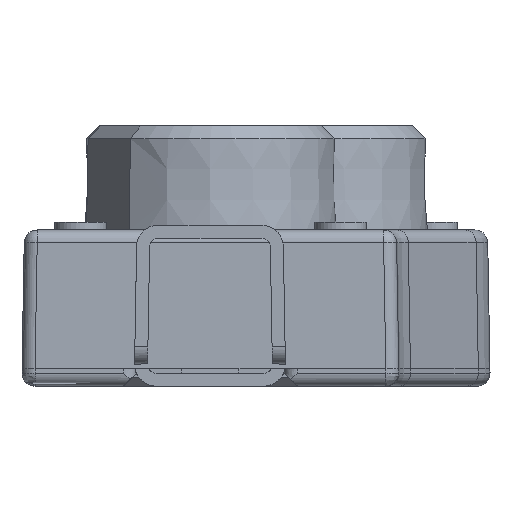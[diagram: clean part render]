
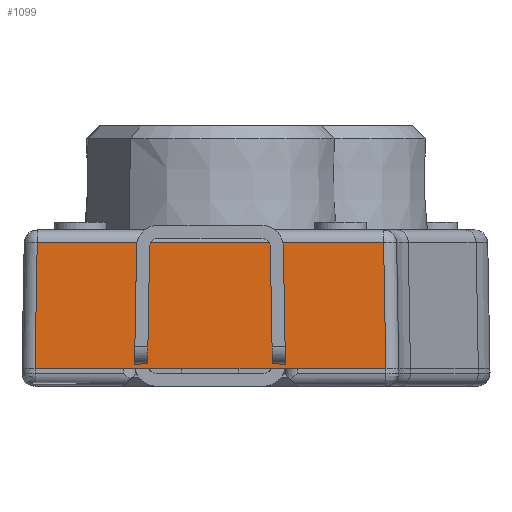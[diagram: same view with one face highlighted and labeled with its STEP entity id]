
A CAD part, left-side view. The second image highlights one B-rep face of the part: STEP entity #1099.
In plain terms, the highlighted planar face has unit normal (-1, 0, 0.018).
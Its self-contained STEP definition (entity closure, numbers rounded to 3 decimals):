
#189=FACE_BOUND('',#2159,.T.);
#190=FACE_BOUND('',#2160,.T.);
#191=FACE_BOUND('',#2161,.T.);
#677=PLANE('',#9447);
#1099=ADVANCED_FACE('',(#189,#190,#191),#677,.T.);
#2159=EDGE_LOOP('',(#6336,#6337,#6338,#6339,#6340,#6341));
#2160=EDGE_LOOP('',(#6342,#6343,#6344,#6345));
#2161=EDGE_LOOP('',(#6346,#6347,#6348,#6349));
#3171=LINE('',#15437,#4058);
#3173=LINE('',#15441,#4060);
#3175=LINE('',#15445,#4062);
#3176=LINE('',#15449,#4063);
#3178=LINE('',#15453,#4065);
#3179=LINE('',#15457,#4066);
#3180=LINE('',#15461,#4067);
#3182=LINE('',#15465,#4069);
#3184=LINE('',#15471,#4071);
#3185=LINE('',#15473,#4072);
#3186=LINE('',#15475,#4073);
#3187=LINE('',#15477,#4074);
#3188=LINE('',#15479,#4075);
#3235=LINE('',#15862,#4122);
#4058=VECTOR('',#11251,1.);
#4060=VECTOR('',#11255,1.);
#4062=VECTOR('',#11259,1.);
#4063=VECTOR('',#11264,1.);
#4065=VECTOR('',#11268,1.);
#4066=VECTOR('',#11273,1.);
#4067=VECTOR('',#11278,1.);
#4069=VECTOR('',#11282,1.);
#4071=VECTOR('',#11288,1.);
#4072=VECTOR('',#11291,1.);
#4073=VECTOR('',#11294,1.);
#4074=VECTOR('',#11297,1.);
#4075=VECTOR('',#11300,1.);
#4122=VECTOR('',#11479,1.);
#6336=ORIENTED_EDGE('',*,*,#8602,.F.);
#6337=ORIENTED_EDGE('',*,*,#8601,.F.);
#6338=ORIENTED_EDGE('',*,*,#8600,.F.);
#6339=ORIENTED_EDGE('',*,*,#8599,.F.);
#6340=ORIENTED_EDGE('',*,*,#8686,.F.);
#6341=ORIENTED_EDGE('',*,*,#8603,.T.);
#6342=ORIENTED_EDGE('',*,*,#8596,.T.);
#6343=ORIENTED_EDGE('',*,*,#8594,.T.);
#6344=ORIENTED_EDGE('',*,*,#8592,.F.);
#6345=ORIENTED_EDGE('',*,*,#8590,.F.);
#6346=ORIENTED_EDGE('',*,*,#8588,.F.);
#6347=ORIENTED_EDGE('',*,*,#8586,.T.);
#6348=ORIENTED_EDGE('',*,*,#8584,.T.);
#6349=ORIENTED_EDGE('',*,*,#8582,.F.);
#7332=VERTEX_POINT('',#14696);
#7351=VERTEX_POINT('',#14790);
#7358=VERTEX_POINT('',#14873);
#7359=VERTEX_POINT('',#14912);
#7437=VERTEX_POINT('',#15436);
#7438=VERTEX_POINT('',#15438);
#7439=VERTEX_POINT('',#15442);
#7440=VERTEX_POINT('',#15446);
#7441=VERTEX_POINT('',#15452);
#7442=VERTEX_POINT('',#15454);
#7443=VERTEX_POINT('',#15458);
#7444=VERTEX_POINT('',#15462);
#7446=VERTEX_POINT('',#15470);
#7447=VERTEX_POINT('',#15480);
#8582=EDGE_CURVE('',#7437,#7438,#3171,.T.);
#8584=EDGE_CURVE('',#7439,#7438,#3173,.T.);
#8586=EDGE_CURVE('',#7440,#7439,#3175,.T.);
#8588=EDGE_CURVE('',#7440,#7437,#3176,.T.);
#8590=EDGE_CURVE('',#7441,#7442,#3178,.T.);
#8592=EDGE_CURVE('',#7442,#7443,#3179,.T.);
#8594=EDGE_CURVE('',#7444,#7443,#3180,.T.);
#8596=EDGE_CURVE('',#7441,#7444,#3182,.T.);
#8599=EDGE_CURVE('',#7446,#7332,#3184,.T.);
#8600=EDGE_CURVE('',#7332,#7351,#3185,.T.);
#8601=EDGE_CURVE('',#7351,#7358,#3186,.T.);
#8602=EDGE_CURVE('',#7358,#7359,#3187,.T.);
#8603=EDGE_CURVE('',#7447,#7359,#3188,.T.);
#8686=EDGE_CURVE('',#7447,#7446,#3235,.T.);
#9447=AXIS2_PLACEMENT_3D('',#15863,#11480,#11481);
#11251=DIRECTION('',(-0.017,-0.017,-1.));
#11255=DIRECTION('',(0.,1.,0.017));
#11259=DIRECTION('',(-0.017,-0.017,-1.));
#11264=DIRECTION('',(0.,1.,0.));
#11268=DIRECTION('',(0.017,-0.017,1.));
#11273=DIRECTION('',(0.,1.,0.));
#11278=DIRECTION('',(0.017,-0.017,1.));
#11282=DIRECTION('',(0.,1.,-0.017));
#11288=DIRECTION('',(-0.017,-0.017,-1.));
#11291=DIRECTION('',(0.,1.,0.));
#11294=DIRECTION('',(0.,1.,0.));
#11297=DIRECTION('',(0.,1.,0.));
#11300=DIRECTION('',(-0.017,0.017,-1.));
#11479=DIRECTION('',(0.,-1.,0.));
#11480=DIRECTION('',(-1.,0.,0.017));
#11481=DIRECTION('',(0.,-1.,0.));
#14696=CARTESIAN_POINT('',(53.178,-6.722,0.36));
#14790=CARTESIAN_POINT('',(53.178,-5.7,0.36));
#14873=CARTESIAN_POINT('',(53.178,-3.7,0.36));
#14912=CARTESIAN_POINT('',(53.178,-2.678,0.36));
#15436=CARTESIAN_POINT('',(53.194,-5.399,1.268));
#15437=CARTESIAN_POINT('',(53.18,-5.413,0.471));
#15438=CARTESIAN_POINT('',(53.179,-5.414,0.417));
#15441=CARTESIAN_POINT('',(53.18,-4.691,0.429));
#15442=CARTESIAN_POINT('',(53.179,-5.564,0.414));
#15445=CARTESIAN_POINT('',(53.18,-5.563,0.473));
#15446=CARTESIAN_POINT('',(53.194,-5.549,1.268));
#15449=CARTESIAN_POINT('',(53.194,-8.136,1.268));
#15452=CARTESIAN_POINT('',(53.179,-3.976,0.417));
#15453=CARTESIAN_POINT('',(53.211,-4.008,2.25));
#15454=CARTESIAN_POINT('',(53.194,-3.991,1.268));
#15457=CARTESIAN_POINT('',(53.194,-1.254,1.268));
#15458=CARTESIAN_POINT('',(53.194,-3.841,1.268));
#15461=CARTESIAN_POINT('',(53.212,-3.858,2.253));
#15462=CARTESIAN_POINT('',(53.179,-3.826,0.414));
#15465=CARTESIAN_POINT('',(53.18,-4.699,0.429));
#15470=CARTESIAN_POINT('',(53.204,-6.696,1.813));
#15471=CARTESIAN_POINT('',(53.175,-6.725,0.137));
#15473=CARTESIAN_POINT('',(53.178,-122.14,0.36));
#15475=CARTESIAN_POINT('',(53.178,-8.035,0.36));
#15477=CARTESIAN_POINT('',(53.178,-122.14,0.36));
#15479=CARTESIAN_POINT('',(53.177,-2.677,0.254));
#15480=CARTESIAN_POINT('',(53.204,-2.704,1.813));
#15862=CARTESIAN_POINT('',(53.204,-4.7,1.813));
#15863=CARTESIAN_POINT('',(53.175,-8.035,0.16));
